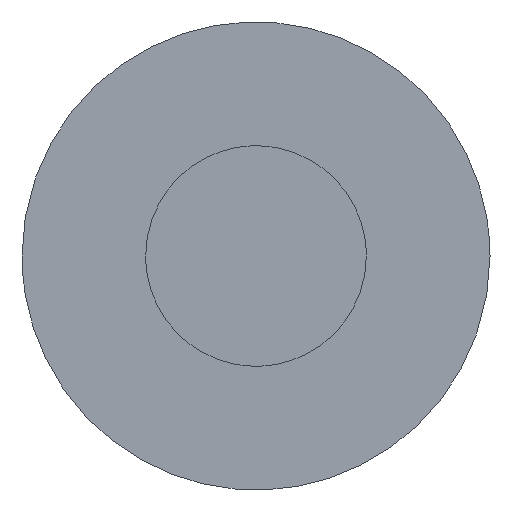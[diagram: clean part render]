
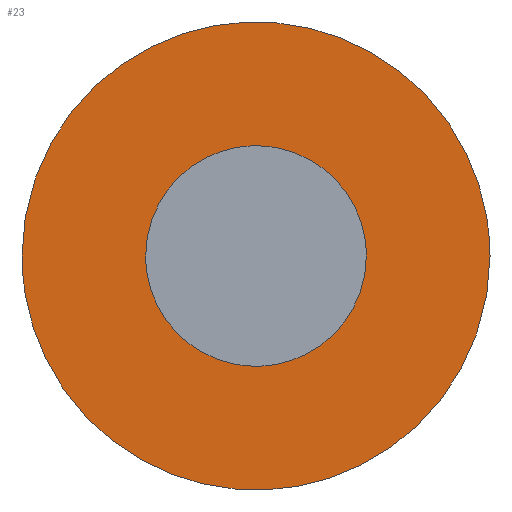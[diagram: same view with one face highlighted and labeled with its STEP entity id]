
A CAD part, front view. The second image highlights one B-rep face of the part: STEP entity #23.
In plain terms, the highlighted planar face has unit normal (0, -1, 0).
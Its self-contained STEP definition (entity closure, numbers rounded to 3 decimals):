
#15=FACE_BOUND('',#55,.T.);
#23=ADVANCED_FACE('',(#38,#15),#227,.T.);
#38=FACE_OUTER_BOUND('',#54,.T.);
#54=EDGE_LOOP('',(#87,#88));
#55=EDGE_LOOP('',(#89,#90));
#87=ORIENTED_EDGE('',*,*,#146,.F.);
#88=ORIENTED_EDGE('',*,*,#142,.F.);
#89=ORIENTED_EDGE('',*,*,#139,.T.);
#90=ORIENTED_EDGE('',*,*,#138,.T.);
#138=EDGE_CURVE('',#199,#200,#166,.T.);
#139=EDGE_CURVE('',#200,#199,#167,.T.);
#142=EDGE_CURVE('',#201,#202,#169,.T.);
#146=EDGE_CURVE('',#202,#201,#172,.T.);
#166=(
BOUNDED_CURVE()
B_SPLINE_CURVE(2,(#574,#575,#576,#577,#578),.UNSPECIFIED.,.F.,.F.)
B_SPLINE_CURVE_WITH_KNOTS((3,2,3),(0.,12.566,25.133),
 .UNSPECIFIED.)
CURVE()
GEOMETRIC_REPRESENTATION_ITEM()
RATIONAL_B_SPLINE_CURVE((1.,0.707,1.,0.707,1.))
REPRESENTATION_ITEM('')
);
#167=(
BOUNDED_CURVE()
B_SPLINE_CURVE(2,(#579,#580,#581,#582,#583),.UNSPECIFIED.,.F.,.F.)
B_SPLINE_CURVE_WITH_KNOTS((3,2,3),(0.,12.566,25.133),
 .UNSPECIFIED.)
CURVE()
GEOMETRIC_REPRESENTATION_ITEM()
RATIONAL_B_SPLINE_CURVE((1.,0.707,1.,0.707,1.))
REPRESENTATION_ITEM('')
);
#169=(
BOUNDED_CURVE()
B_SPLINE_CURVE(2,(#591,#592,#593,#594,#595),.UNSPECIFIED.,.F.,.F.)
B_SPLINE_CURVE_WITH_KNOTS((3,2,3),(-109.956,-54.978,
0.),.UNSPECIFIED.)
CURVE()
GEOMETRIC_REPRESENTATION_ITEM()
RATIONAL_B_SPLINE_CURVE((1.,0.707,1.,0.707,1.))
REPRESENTATION_ITEM('')
);
#172=(
BOUNDED_CURVE()
B_SPLINE_CURVE(2,(#608,#609,#610,#611,#612),.UNSPECIFIED.,.F.,.F.)
B_SPLINE_CURVE_WITH_KNOTS((3,2,3),(-109.956,-54.978,
0.),.UNSPECIFIED.)
CURVE()
GEOMETRIC_REPRESENTATION_ITEM()
RATIONAL_B_SPLINE_CURVE((1.,0.707,1.,0.707,1.))
REPRESENTATION_ITEM('')
);
#199=VERTEX_POINT('',#525);
#200=VERTEX_POINT('',#526);
#201=VERTEX_POINT('',#527);
#202=VERTEX_POINT('',#528);
#227=PLANE('',#320);
#320=AXIS2_PLACEMENT_3D('',#408,#328,$);
#328=DIRECTION('',(0.,-1.,0.));
#408=CARTESIAN_POINT('',(-42.505,0.,42.505));
#525=CARTESIAN_POINT('',(-8.,0.,0.));
#526=CARTESIAN_POINT('',(8.,0.,0.));
#527=CARTESIAN_POINT('',(-35.,0.,0.));
#528=CARTESIAN_POINT('',(35.,0.,0.));
#574=CARTESIAN_POINT('',(-8.,0.,0.));
#575=CARTESIAN_POINT('',(-8.,0.,8.));
#576=CARTESIAN_POINT('',(0.,0.,8.));
#577=CARTESIAN_POINT('',(8.,0.,8.));
#578=CARTESIAN_POINT('',(8.,0.,0.));
#579=CARTESIAN_POINT('',(8.,0.,0.));
#580=CARTESIAN_POINT('',(8.,0.,-8.));
#581=CARTESIAN_POINT('',(0.,0.,-8.));
#582=CARTESIAN_POINT('',(-8.,0.,-8.));
#583=CARTESIAN_POINT('',(-8.,0.,0.));
#591=CARTESIAN_POINT('',(-35.,0.,0.));
#592=CARTESIAN_POINT('',(-35.,0.,35.));
#593=CARTESIAN_POINT('',(0.,0.,35.));
#594=CARTESIAN_POINT('',(35.,0.,35.));
#595=CARTESIAN_POINT('',(35.,0.,0.));
#608=CARTESIAN_POINT('',(35.,0.,0.));
#609=CARTESIAN_POINT('',(35.,0.,-35.));
#610=CARTESIAN_POINT('',(0.,0.,-35.));
#611=CARTESIAN_POINT('',(-35.,0.,-35.));
#612=CARTESIAN_POINT('',(-35.,0.,0.));
